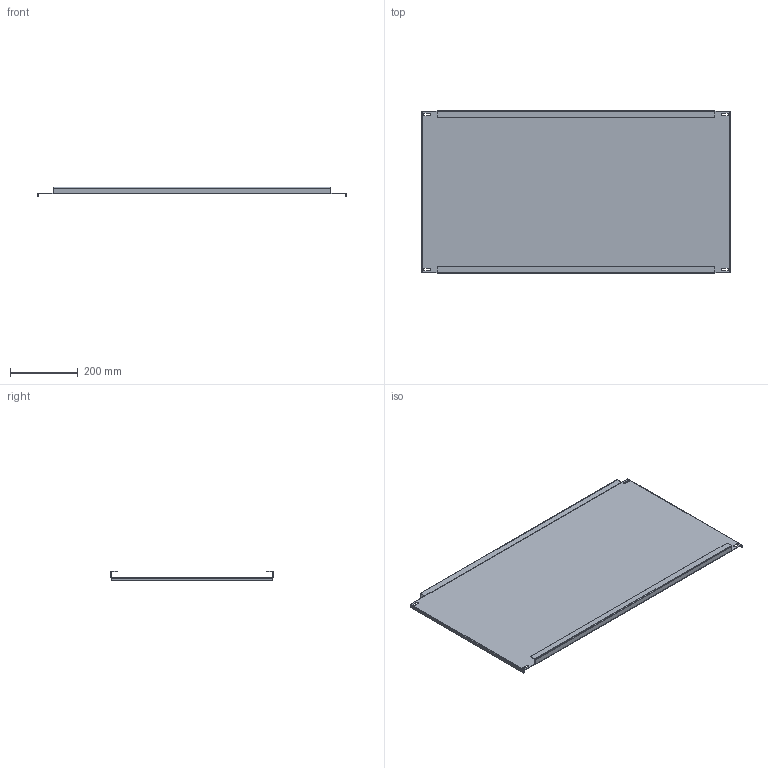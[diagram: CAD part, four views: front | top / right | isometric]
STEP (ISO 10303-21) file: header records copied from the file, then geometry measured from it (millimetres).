
FILE_DESCRIPTION (( 'STEP AP214' ), '1' );
FILE_NAME ('mb15-10-01-05 Ïàíåëü ìîíòàæíàÿ (480x910) ê ÂÐÓ Unit è ÙÎ-70 (Âõ1000õÃ) EKF PROxima.STEP', '2022-01-27T08:45:27', ( '' ), ( '' ), 'SwSTEP 2.0', 'SolidWorks 2021', '' );
FILE_SCHEMA (( 'AUTOMOTIVE_DESIGN' ));
Length unit declared in the file: millimetre
Products named in the file (1): mb15-10-01-05 Ïàíåëü ìîíòàæíàÿ (480x910) ê ÂÐÓ Unit è ÙÎ-70 (Âõ1000õÃ) EKF PROxima
Bounding box: 910 x 480 x 28.5 mm (x, y, z)
Volume: 752114.8 mm3; surface area: 1007537.2 mm2
Topology: 1 solids, 1 shells, 78 faces, 180 edges, 104 vertices
Faces by surface type: plane 54, cylinder 24
Entity records: 2198 total; most frequent: DIRECTION 386, CARTESIAN_POINT 363, ORIENTED_EDGE 360, EDGE_CURVE 180, VECTOR 132, LINE 132, AXIS2_PLACEMENT_3D 127, VERTEX_POINT 104
